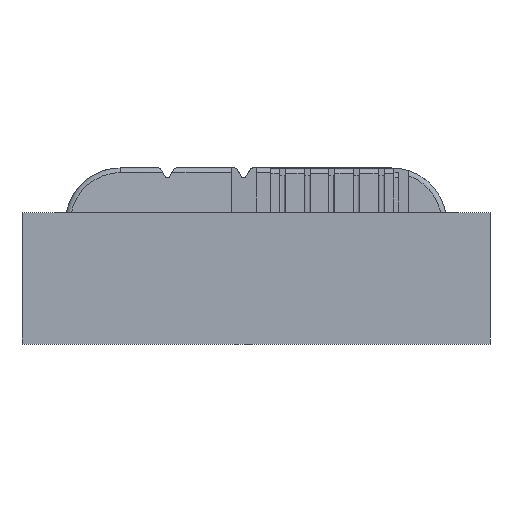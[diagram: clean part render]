
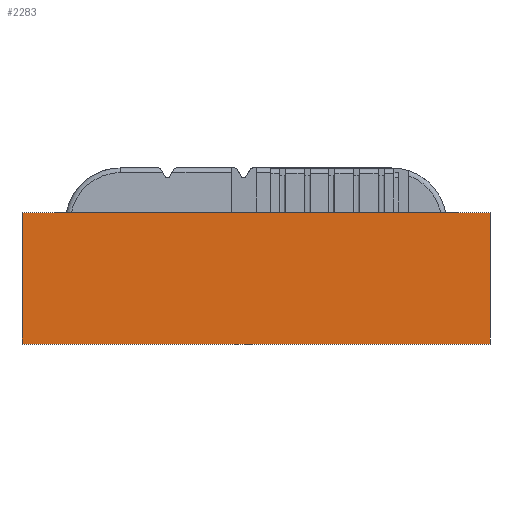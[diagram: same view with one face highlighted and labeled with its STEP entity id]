
A CAD part, front view. The second image highlights one B-rep face of the part: STEP entity #2283.
In plain terms, the highlighted planar face has unit normal (0, -1, 0).
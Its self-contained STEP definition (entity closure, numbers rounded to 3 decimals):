
#184=FACE_OUTER_BOUND('',#308,.T.);
#308=EDGE_LOOP('',(#1543,#1544,#1545,#1546));
#437=LINE('',#3262,#692);
#450=LINE('',#3288,#705);
#451=LINE('',#3291,#706);
#452=LINE('',#3292,#707);
#692=VECTOR('',#2618,10.);
#705=VECTOR('',#2643,10.);
#706=VECTOR('',#2646,10.);
#707=VECTOR('',#2647,10.);
#944=VERTEX_POINT('',#3255);
#947=VERTEX_POINT('',#3260);
#954=VERTEX_POINT('',#3286);
#955=VERTEX_POINT('',#3290);
#1174=EDGE_CURVE('',#947,#944,#437,.T.);
#1187=EDGE_CURVE('',#954,#947,#450,.T.);
#1188=EDGE_CURVE('',#955,#954,#451,.T.);
#1189=EDGE_CURVE('',#944,#955,#452,.T.);
#1543=ORIENTED_EDGE('',*,*,#1187,.F.);
#1544=ORIENTED_EDGE('',*,*,#1188,.F.);
#1545=ORIENTED_EDGE('',*,*,#1189,.F.);
#1546=ORIENTED_EDGE('',*,*,#1174,.F.);
#2203=PLANE('',#2420);
#2283=ADVANCED_FACE('',(#184),#2203,.T.);
#2420=AXIS2_PLACEMENT_3D('',#3289,#2644,#2645);
#2618=DIRECTION('',(-1.,0.,0.));
#2643=DIRECTION('',(0.,0.,-1.));
#2644=DIRECTION('center_axis',(0.,-1.,0.));
#2645=DIRECTION('ref_axis',(1.,0.,0.));
#2646=DIRECTION('',(1.,0.,0.));
#2647=DIRECTION('',(0.,0.,1.));
#3255=CARTESIAN_POINT('',(-39.679,-27.552,-15.6));
#3260=CARTESIAN_POINT('',(31.571,-27.552,-15.6));
#3262=CARTESIAN_POINT('',(31.571,-27.552,-15.6));
#3286=CARTESIAN_POINT('',(31.571,-27.552,4.4));
#3288=CARTESIAN_POINT('',(31.571,-27.552,-5.6));
#3289=CARTESIAN_POINT('Origin',(-39.679,-27.552,-5.6));
#3290=CARTESIAN_POINT('',(-39.679,-27.552,4.4));
#3291=CARTESIAN_POINT('',(31.571,-27.552,4.4));
#3292=CARTESIAN_POINT('',(-39.679,-27.552,-5.6));
